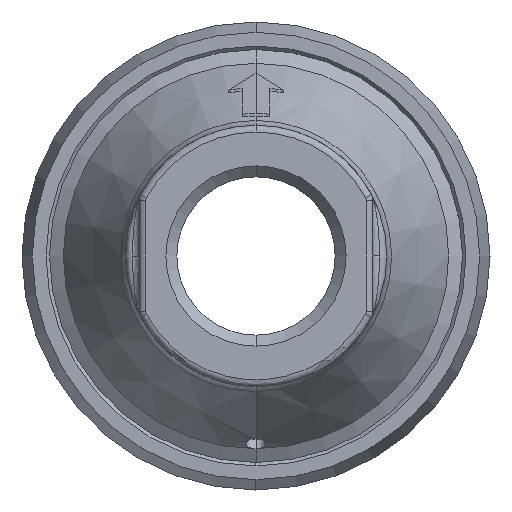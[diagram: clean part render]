
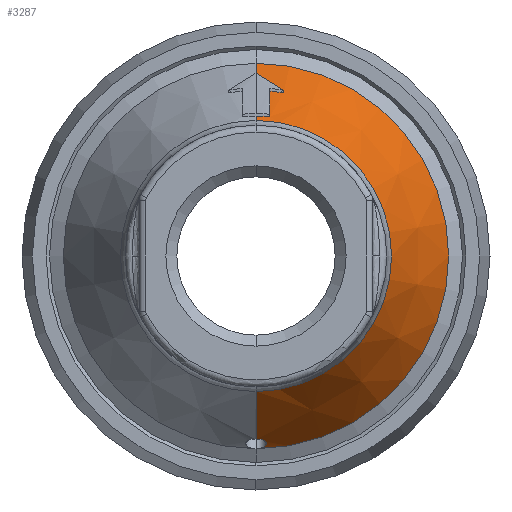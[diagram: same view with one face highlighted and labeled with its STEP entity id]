
A CAD part, front view. The second image highlights one B-rep face of the part: STEP entity #3287.
In plain terms, the highlighted conical face has half-angle 27.897 degrees and reference radius 14 mm.
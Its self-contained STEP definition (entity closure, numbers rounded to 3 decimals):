
#9 = B_SPLINE_CURVE_WITH_KNOTS ( 'NONE', 3,
 ( #1020, #2487, #671, #1373, #3794, #4145, #2084, #4498, #340, #2775 ),
 .UNSPECIFIED., .F., .F.,
 ( 4, 2, 2, 2, 4 ),
 ( 0.001, 0.001, 0.002, 0.002, 0.003 ),
 .UNSPECIFIED. ) ;
#172 = EDGE_CURVE ( 'NONE', #4481, #4443, #447, .T. ) ;
#259 = DIRECTION ( 'NONE',  ( 0., -1., 0. ) ) ;
#324 = EDGE_CURVE ( 'NONE', #4112, #2783, #3635, .T. ) ;
#340 = CARTESIAN_POINT ( 'NONE',  ( 0.198, 28., -14. ) ) ;
#422 = ORIENTED_EDGE ( 'NONE', *, *, #4476, .T. ) ;
#447 = CIRCLE ( 'NONE', #2167, 12.017 ) ;
#459 = AXIS2_PLACEMENT_3D ( 'NONE', #4197, #2811, #1761 ) ;
#498 =( BOUNDED_CURVE ( )  B_SPLINE_CURVE ( 3, ( #2704, #3382, #4432, #2367 ),
 .UNSPECIFIED., .F., .F. ) 
 B_SPLINE_CURVE_WITH_KNOTS ( ( 4, 4 ),
 ( 2.129, 2.265 ),
 .UNSPECIFIED. ) 
 CURVE ( )  GEOMETRIC_REPRESENTATION_ITEM ( )  RATIONAL_B_SPLINE_CURVE ( ( 1., 0.998, 0.998, 1. ) ) 
 REPRESENTATION_ITEM ( '' )  );
#507 = LINE ( 'NONE', #3764, #4202 ) ;
#643 = EDGE_CURVE ( 'NONE', #2979, #3649, #748, .T. ) ;
#671 = CARTESIAN_POINT ( 'NONE',  ( 0.393, 26.739, -13.327 ) ) ;
#688 = AXIS2_PLACEMENT_3D ( 'NONE', #2363, #259, #2708 ) ;
#708 = CARTESIAN_POINT ( 'NONE',  ( 0., 28., 14. ) ) ;
#748 = CIRCLE ( 'NONE', #1897, 9.849 ) ;
#842 = EDGE_CURVE ( 'NONE', #2063, #4112, #9, .T. ) ;
#865 = ORIENTED_EDGE ( 'NONE', *, *, #2459, .F. ) ;
#879 = CARTESIAN_POINT ( 'NONE',  ( 0., 28., 14. ) ) ;
#936 = EDGE_CURVE ( 'NONE', #2979, #2599, #3985, .T. ) ;
#986 = ORIENTED_EDGE ( 'NONE', *, *, #324, .T. ) ;
#990 = EDGE_CURVE ( 'NONE', #3649, #2063, #507, .T. ) ;
#1012 = AXIS2_PLACEMENT_3D ( 'NONE', #2156, #3529, #1473 ) ;
#1020 = CARTESIAN_POINT ( 'NONE',  ( 0., 26.664, -13.293 ) ) ;
#1144 = VERTEX_POINT ( 'NONE', #4483 ) ;
#1193 = CONICAL_SURFACE ( 'NONE', #459, 14., 0.487 ) ;
#1234 = DIRECTION ( 'NONE',  ( 0., -1., 0. ) ) ;
#1291 = EDGE_LOOP ( 'NONE', ( #2840, #3449, #1969, #986, #865, #1448, #3572, #422, #2711, #3149 ) ) ;
#1306 = CARTESIAN_POINT ( 'NONE',  ( 1., 21.921, 10.736 ) ) ;
#1373 = CARTESIAN_POINT ( 'NONE',  ( 0.67, 26.993, -13.451 ) ) ;
#1392 = CARTESIAN_POINT ( 'NONE',  ( 0., 28., 14. ) ) ;
#1448 = ORIENTED_EDGE ( 'NONE', *, *, #4478, .T. ) ;
#1473 = DIRECTION ( 'NONE',  ( 0., 0., -1. ) ) ;
#1578 = CARTESIAN_POINT ( 'NONE',  ( 0., 20.159, 0. ) ) ;
#1670 = CARTESIAN_POINT ( 'NONE',  ( 2., 24.255, 11.85 ) ) ;
#1678 = EDGE_CURVE ( 'NONE', #1144, #2599, #2970, .T. ) ;
#1714 = DIRECTION ( 'NONE',  ( 0., 0.884, -0.468 ) ) ;
#1761 = DIRECTION ( 'NONE',  ( 0., 0., 1. ) ) ;
#1897 = AXIS2_PLACEMENT_3D ( 'NONE', #1578, #3992, #4345 ) ;
#1969 = ORIENTED_EDGE ( 'NONE', *, *, #842, .T. ) ;
#2063 = VERTEX_POINT ( 'NONE', #2545 ) ;
#2084 = CARTESIAN_POINT ( 'NONE',  ( 0.67, 27.687, -13.819 ) ) ;
#2156 = CARTESIAN_POINT ( 'NONE',  ( 0., 28., 0. ) ) ;
#2167 = AXIS2_PLACEMENT_3D ( 'NONE', #3645, #1234, #3319 ) ;
#2308 = CARTESIAN_POINT ( 'NONE',  ( 0., 20.159, -9.849 ) ) ;
#2363 = CARTESIAN_POINT ( 'NONE',  ( 0., 20.755, 0. ) ) ;
#2367 = CARTESIAN_POINT ( 'NONE',  ( 2., 24.255, 11.85 ) ) ;
#2459 = EDGE_CURVE ( 'NONE', #3958, #2783, #2706, .T. ) ;
#2487 = CARTESIAN_POINT ( 'NONE',  ( 0.197, 26.664, -13.293 ) ) ;
#2545 = CARTESIAN_POINT ( 'NONE',  ( 0., 26.664, -13.293 ) ) ;
#2560 = FACE_OUTER_BOUND ( 'NONE', #1291, .T. ) ;
#2599 = VERTEX_POINT ( 'NONE', #2688 ) ;
#2688 = CARTESIAN_POINT ( 'NONE',  ( 0., 20.755, 10.164 ) ) ;
#2704 = CARTESIAN_POINT ( 'NONE',  ( 0., 26.255, 13.076 ) ) ;
#2706 = LINE ( 'NONE', #708, #3269 ) ;
#2708 = DIRECTION ( 'NONE',  ( 0., 0., -1. ) ) ;
#2711 = ORIENTED_EDGE ( 'NONE', *, *, #1678, .T. ) ;
#2775 = CARTESIAN_POINT ( 'NONE',  ( 0., 28., -14. ) ) ;
#2783 = VERTEX_POINT ( 'NONE', #879 ) ;
#2811 = DIRECTION ( 'NONE',  ( 0., 1., 0. ) ) ;
#2840 = ORIENTED_EDGE ( 'NONE', *, *, #643, .T. ) ;
#2970 = CIRCLE ( 'NONE', #688, 10.164 ) ;
#2979 = VERTEX_POINT ( 'NONE', #3441 ) ;
#3018 = CARTESIAN_POINT ( 'NONE',  ( 1., 24.255, 11.976 ) ) ;
#3118 = DIRECTION ( 'NONE',  ( 0., 0.884, 0.468 ) ) ;
#3149 = ORIENTED_EDGE ( 'NONE', *, *, #936, .F. ) ;
#3269 = VECTOR ( 'NONE', #3323, 1000. ) ;
#3287 = ADVANCED_FACE ( 'NONE', ( #2560 ), #1193, .T. ) ;
#3319 = DIRECTION ( 'NONE',  ( 0., 0., -1. ) ) ;
#3323 = DIRECTION ( 'NONE',  ( 0., 0.884, 0.468 ) ) ;
#3382 = CARTESIAN_POINT ( 'NONE',  ( 0.699, 25.556, 12.706 ) ) ;
#3406 = CARTESIAN_POINT ( 'NONE',  ( 0., 28., -14. ) ) ;
#3441 = CARTESIAN_POINT ( 'NONE',  ( 0., 20.159, 9.849 ) ) ;
#3444 = VECTOR ( 'NONE', #3118, 1000. ) ;
#3449 = ORIENTED_EDGE ( 'NONE', *, *, #990, .T. ) ;
#3529 = DIRECTION ( 'NONE',  ( 0., -1., 0. ) ) ;
#3572 = ORIENTED_EDGE ( 'NONE', *, *, #172, .T. ) ;
#3635 = CIRCLE ( 'NONE', #1012, 14. ) ;
#3645 = CARTESIAN_POINT ( 'NONE',  ( 0., 24.255, 0. ) ) ;
#3649 = VERTEX_POINT ( 'NONE', #2308 ) ;
#3699 = CARTESIAN_POINT ( 'NONE',  ( 1., 24.255, 11.976 ) ) ;
#3720 = CARTESIAN_POINT ( 'NONE',  ( 1., 20.755, 10.115 ) ) ;
#3764 = CARTESIAN_POINT ( 'NONE',  ( 0., 28., -14. ) ) ;
#3794 = CARTESIAN_POINT ( 'NONE',  ( 0.75, 27.168, -13.539 ) ) ;
#3831 = CARTESIAN_POINT ( 'NONE',  ( 0., 26.255, 13.076 ) ) ;
#3927 = B_SPLINE_CURVE_WITH_KNOTS ( 'NONE', 3,
 ( #3699, #4417, #1306, #3720 ),
 .UNSPECIFIED., .F., .F.,
 ( 4, 4 ),
 ( 0.006, 0.01 ),
 .UNSPECIFIED. ) ;
#3958 = VERTEX_POINT ( 'NONE', #3831 ) ;
#3985 = LINE ( 'NONE', #1392, #3444 ) ;
#3992 = DIRECTION ( 'NONE',  ( 0., 1., 0. ) ) ;
#4112 = VERTEX_POINT ( 'NONE', #3406 ) ;
#4145 = CARTESIAN_POINT ( 'NONE',  ( 0.75, 27.515, -13.723 ) ) ;
#4197 = CARTESIAN_POINT ( 'NONE',  ( 0., 28., 0. ) ) ;
#4202 = VECTOR ( 'NONE', #1714, 1000. ) ;
#4345 = DIRECTION ( 'NONE',  ( 0., 0., 1. ) ) ;
#4417 = CARTESIAN_POINT ( 'NONE',  ( 1., 23.088, 11.356 ) ) ;
#4432 = CARTESIAN_POINT ( 'NONE',  ( 1.367, 24.888, 12.297 ) ) ;
#4443 = VERTEX_POINT ( 'NONE', #3018 ) ;
#4476 = EDGE_CURVE ( 'NONE', #4443, #1144, #3927, .T. ) ;
#4478 = EDGE_CURVE ( 'NONE', #3958, #4481, #498, .T. ) ;
#4481 = VERTEX_POINT ( 'NONE', #1670 ) ;
#4483 = CARTESIAN_POINT ( 'NONE',  ( 1., 20.755, 10.115 ) ) ;
#4498 = CARTESIAN_POINT ( 'NONE',  ( 0.393, 27.93, -13.958 ) ) ;
